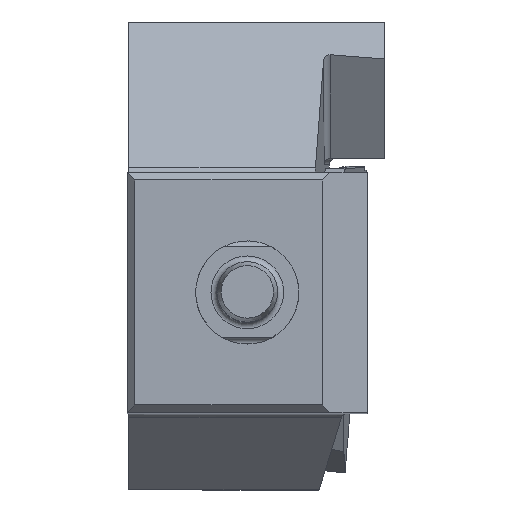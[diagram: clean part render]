
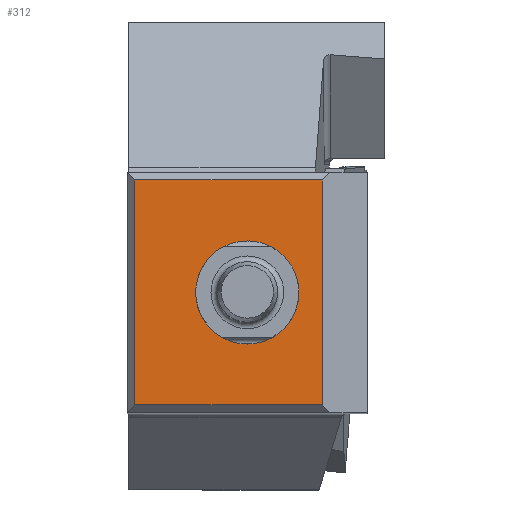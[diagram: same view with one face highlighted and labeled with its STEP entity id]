
A CAD part, top view. The second image highlights one B-rep face of the part: STEP entity #312.
In plain terms, the highlighted planar face has unit normal (0, 0, 1).
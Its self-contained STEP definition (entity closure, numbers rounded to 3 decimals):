
#239=FACE_BOUND('',#669,.T.);
#240=FACE_BOUND('',#670,.T.);
#253=CIRCLE('',#2669,3.4);
#312=ADVANCED_FACE('',(#239,#240),#458,.T.);
#458=PLANE('',#2670);
#669=EDGE_LOOP('',(#879));
#670=EDGE_LOOP('',(#880,#881,#882,#883));
#879=ORIENTED_EDGE('',*,*,#1841,.F.);
#880=ORIENTED_EDGE('',*,*,#1842,.T.);
#881=ORIENTED_EDGE('',*,*,#1843,.T.);
#882=ORIENTED_EDGE('',*,*,#1844,.T.);
#883=ORIENTED_EDGE('',*,*,#1845,.T.);
#1609=VERTEX_POINT('',#3619);
#1610=VERTEX_POINT('',#3621);
#1611=VERTEX_POINT('',#3622);
#1612=VERTEX_POINT('',#3624);
#1613=VERTEX_POINT('',#3626);
#1841=EDGE_CURVE('',#1609,#1609,#253,.T.);
#1842=EDGE_CURVE('',#1610,#1611,#2205,.T.);
#1843=EDGE_CURVE('',#1611,#1612,#2206,.T.);
#1844=EDGE_CURVE('',#1612,#1613,#2207,.T.);
#1845=EDGE_CURVE('',#1613,#1610,#2208,.T.);
#2205=LINE('',#3620,#2404);
#2206=LINE('',#3623,#2405);
#2207=LINE('',#3625,#2406);
#2208=LINE('',#3627,#2407);
#2404=VECTOR('',#2930,1.);
#2405=VECTOR('',#2931,1.);
#2406=VECTOR('',#2932,1.);
#2407=VECTOR('',#2933,1.);
#2669=AXIS2_PLACEMENT_3D('',#3618,#2928,#2929);
#2670=AXIS2_PLACEMENT_3D('',#3628,#2934,#2935);
#2928=DIRECTION('',(0.,0.,1.));
#2929=DIRECTION('',(1.,0.,0.));
#2930=DIRECTION('',(1.,0.,0.));
#2931=DIRECTION('',(0.,1.,0.));
#2932=DIRECTION('',(-1.,0.,0.));
#2933=DIRECTION('',(0.,-1.,0.));
#2934=DIRECTION('',(0.,0.,1.));
#2935=DIRECTION('',(-1.,0.,0.));
#3618=CARTESIAN_POINT('',(-7.925,7.925,0.));
#3619=CARTESIAN_POINT('',(-4.525,7.925,0.));
#3620=CARTESIAN_POINT('',(1.15,0.5,0.));
#3621=CARTESIAN_POINT('',(-15.35,0.5,0.));
#3622=CARTESIAN_POINT('',(-2.974,0.5,0.));
#3623=CARTESIAN_POINT('',(-2.974,15.35,0.));
#3624=CARTESIAN_POINT('',(-2.974,15.35,0.));
#3625=CARTESIAN_POINT('',(1.15,15.35,0.));
#3626=CARTESIAN_POINT('',(-15.35,15.35,0.));
#3627=CARTESIAN_POINT('',(-15.35,15.85,0.));
#3628=CARTESIAN_POINT('',(1.15,15.85,0.));
